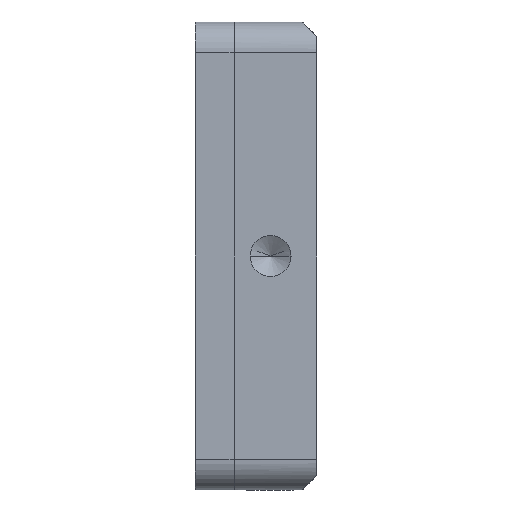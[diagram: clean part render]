
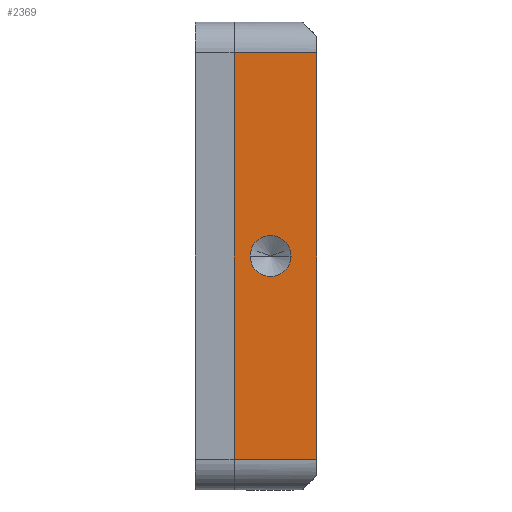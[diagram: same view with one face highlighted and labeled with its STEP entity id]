
A CAD part, left-side view. The second image highlights one B-rep face of the part: STEP entity #2369.
In plain terms, the highlighted planar face has unit normal (-1, 0, 0).
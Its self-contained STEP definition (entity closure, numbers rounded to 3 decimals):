
#78 = VERTEX_POINT ( 'NONE', #1254 ) ;
#82 = ORIENTED_EDGE ( 'NONE', *, *, #2254, .F. ) ;
#90 = DIRECTION ( 'NONE',  ( -1., 0., 0. ) ) ;
#112 = CARTESIAN_POINT ( 'NONE',  ( -49.05, -24.05, 8.5 ) ) ;
#188 = CARTESIAN_POINT ( 'NONE',  ( -49.05, 20.875, 8.5 ) ) ;
#284 = EDGE_CURVE ( 'NONE', #2309, #1225, #508, .T. ) ;
#404 = DIRECTION ( 'NONE',  ( 0., 0., -1. ) ) ;
#452 = EDGE_LOOP ( 'NONE', ( #929, #2048, #623, #1061 ) ) ;
#480 = CARTESIAN_POINT ( 'NONE',  ( -49.05, -20.875, 8.5 ) ) ;
#489 = CIRCLE ( 'NONE', #1938, 2.1 ) ;
#508 = LINE ( 'NONE', #112, #2081 ) ;
#520 = CARTESIAN_POINT ( 'NONE',  ( -49.05, -20.875, 8.5 ) ) ;
#532 = AXIS2_PLACEMENT_3D ( 'NONE', #1555, #90, #589 ) ;
#589 = DIRECTION ( 'NONE',  ( 0., 0., 1. ) ) ;
#623 = ORIENTED_EDGE ( 'NONE', *, *, #1097, .T. ) ;
#705 = ORIENTED_EDGE ( 'NONE', *, *, #2018, .F. ) ;
#761 = CARTESIAN_POINT ( 'NONE',  ( -49.05, 0., 4.75 ) ) ;
#763 = VECTOR ( 'NONE', #1723, 1000. ) ;
#834 = LINE ( 'NONE', #1914, #763 ) ;
#853 = VERTEX_POINT ( 'NONE', #2188 ) ;
#929 = ORIENTED_EDGE ( 'NONE', *, *, #284, .F. ) ;
#950 = EDGE_CURVE ( 'NONE', #1526, #1225, #2161, .T. ) ;
#957 = FACE_BOUND ( 'NONE', #1525, .T. ) ;
#1061 = ORIENTED_EDGE ( 'NONE', *, *, #950, .T. ) ;
#1092 = DIRECTION ( 'NONE',  ( -1., 0., 0. ) ) ;
#1097 = EDGE_CURVE ( 'NONE', #853, #1526, #1143, .T. ) ;
#1142 = AXIS2_PLACEMENT_3D ( 'NONE', #1514, #2227, #404 ) ;
#1143 = LINE ( 'NONE', #1619, #2288 ) ;
#1184 = FACE_OUTER_BOUND ( 'NONE', #452, .T. ) ;
#1197 = EDGE_CURVE ( 'NONE', #2309, #853, #834, .T. ) ;
#1209 = VECTOR ( 'NONE', #1651, 1000. ) ;
#1225 = VERTEX_POINT ( 'NONE', #480 ) ;
#1254 = CARTESIAN_POINT ( 'NONE',  ( -49.05, 0., 6.85 ) ) ;
#1514 = CARTESIAN_POINT ( 'NONE',  ( -49.05, -24.05, 8.5 ) ) ;
#1525 = EDGE_LOOP ( 'NONE', ( #705, #82 ) ) ;
#1526 = VERTEX_POINT ( 'NONE', #1911 ) ;
#1555 = CARTESIAN_POINT ( 'NONE',  ( -49.05, 0., 4.75 ) ) ;
#1561 = CIRCLE ( 'NONE', #532, 2.1 ) ;
#1619 = CARTESIAN_POINT ( 'NONE',  ( -49.05, -24.05, 0. ) ) ;
#1645 = DIRECTION ( 'NONE',  ( 0., 0., 1. ) ) ;
#1651 = DIRECTION ( 'NONE',  ( 0., 0., 1. ) ) ;
#1723 = DIRECTION ( 'NONE',  ( 0., 0., -1. ) ) ;
#1853 = DIRECTION ( 'NONE',  ( 0., -1., 0. ) ) ;
#1911 = CARTESIAN_POINT ( 'NONE',  ( -49.05, -20.875, 0. ) ) ;
#1914 = CARTESIAN_POINT ( 'NONE',  ( -49.05, 20.875, 8.5 ) ) ;
#1938 = AXIS2_PLACEMENT_3D ( 'NONE', #761, #1092, #1645 ) ;
#1953 = DIRECTION ( 'NONE',  ( 0., -1., 0. ) ) ;
#2018 = EDGE_CURVE ( 'NONE', #78, #2147, #1561, .T. ) ;
#2048 = ORIENTED_EDGE ( 'NONE', *, *, #1197, .T. ) ;
#2081 = VECTOR ( 'NONE', #1953, 1000. ) ;
#2095 = PLANE ( 'NONE',  #1142 ) ;
#2147 = VERTEX_POINT ( 'NONE', #2304 ) ;
#2161 = LINE ( 'NONE', #520, #1209 ) ;
#2188 = CARTESIAN_POINT ( 'NONE',  ( -49.05, 20.875, 0. ) ) ;
#2227 = DIRECTION ( 'NONE',  ( 1., 0., 0. ) ) ;
#2254 = EDGE_CURVE ( 'NONE', #2147, #78, #489, .T. ) ;
#2288 = VECTOR ( 'NONE', #1853, 1000. ) ;
#2304 = CARTESIAN_POINT ( 'NONE',  ( -49.05, 0., 2.65 ) ) ;
#2309 = VERTEX_POINT ( 'NONE', #188 ) ;
#2369 = ADVANCED_FACE ( 'NONE', ( #957, #1184 ), #2095, .F. ) ;
